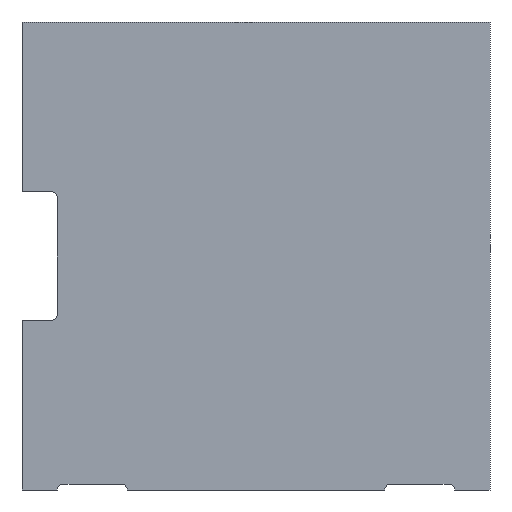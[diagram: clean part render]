
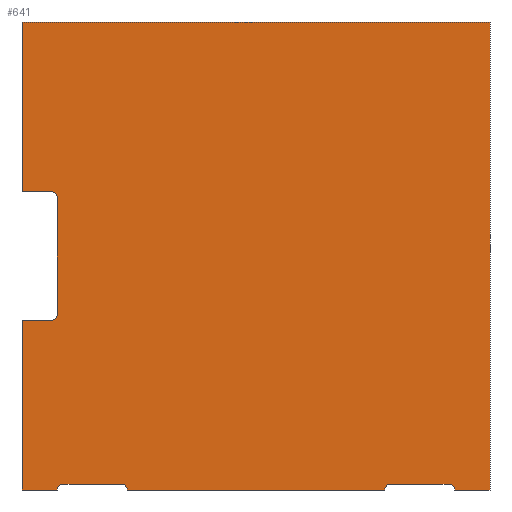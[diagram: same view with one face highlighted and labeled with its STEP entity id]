
A CAD part, front view. The second image highlights one B-rep face of the part: STEP entity #641.
In plain terms, the highlighted planar face has unit normal (0, -1, 0).
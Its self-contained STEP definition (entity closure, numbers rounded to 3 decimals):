
#16 = CARTESIAN_POINT ( 'NONE',  ( -34., 0., -11. ) ) ;
#23 = ORIENTED_EDGE ( 'NONE', *, *, #75, .F. ) ;
#25 = FACE_OUTER_BOUND ( 'NONE', #104, .T. ) ;
#26 = LINE ( 'NONE', #238, #142 ) ;
#27 = ORIENTED_EDGE ( 'NONE', *, *, #464, .F. ) ;
#29 = LINE ( 'NONE', #398, #187 ) ;
#33 = CARTESIAN_POINT ( 'NONE',  ( -34., 0., -10. ) ) ;
#37 = VERTEX_POINT ( 'NONE', #38 ) ;
#38 = CARTESIAN_POINT ( 'NONE',  ( -34., 0., 10. ) ) ;
#39 = VECTOR ( 'NONE', #303, 1000. ) ;
#40 = EDGE_CURVE ( 'NONE', #330, #107, #502, .T. ) ;
#42 = ORIENTED_EDGE ( 'NONE', *, *, #171, .F. ) ;
#45 = CARTESIAN_POINT ( 'NONE',  ( 22., 0., -40. ) ) ;
#52 = CARTESIAN_POINT ( 'NONE',  ( -40., 0., 40. ) ) ;
#62 = CARTESIAN_POINT ( 'NONE',  ( -22., 0., -40. ) ) ;
#73 = CARTESIAN_POINT ( 'NONE',  ( -35., 0., -11. ) ) ;
#75 = EDGE_CURVE ( 'NONE', #650, #92, #162, .T. ) ;
#79 = CARTESIAN_POINT ( 'NONE',  ( 0., 0., 0. ) ) ;
#84 = CARTESIAN_POINT ( 'NONE',  ( 34., 0., -40. ) ) ;
#87 = EDGE_CURVE ( 'NONE', #582, #650, #422, .T. ) ;
#89 = DIRECTION ( 'NONE',  ( 0., 1., 0. ) ) ;
#92 = VERTEX_POINT ( 'NONE', #517 ) ;
#93 = CIRCLE ( 'NONE', #266, 1. ) ;
#95 = VECTOR ( 'NONE', #435, 1000. ) ;
#101 = CARTESIAN_POINT ( 'NONE',  ( 33., 0., -40. ) ) ;
#103 = DIRECTION ( 'NONE',  ( 0., 1., 0. ) ) ;
#104 = EDGE_LOOP ( 'NONE', ( #314, #483, #479, #217, #210, #425, #42, #27, #23, #205, #459, #520, #676, #489, #627, #178, #136, #341 ) ) ;
#107 = VERTEX_POINT ( 'NONE', #465 ) ;
#124 = LINE ( 'NONE', #16, #95 ) ;
#129 = VERTEX_POINT ( 'NONE', #332 ) ;
#136 = ORIENTED_EDGE ( 'NONE', *, *, #259, .F. ) ;
#142 = VECTOR ( 'NONE', #494, 1000. ) ;
#143 = EDGE_CURVE ( 'NONE', #394, #37, #124, .T. ) ;
#144 = DIRECTION ( 'NONE',  ( -1., 0., 0. ) ) ;
#150 = DIRECTION ( 'NONE',  ( 0., 1., 0. ) ) ;
#162 = LINE ( 'NONE', #599, #477 ) ;
#168 = EDGE_CURVE ( 'NONE', #436, #391, #29, .T. ) ;
#171 = EDGE_CURVE ( 'NONE', #333, #660, #235, .T. ) ;
#172 = AXIS2_PLACEMENT_3D ( 'NONE', #79, #193, #493 ) ;
#174 = CARTESIAN_POINT ( 'NONE',  ( -40., 0., -40. ) ) ;
#178 = ORIENTED_EDGE ( 'NONE', *, *, #168, .F. ) ;
#187 = VECTOR ( 'NONE', #242, 1000. ) ;
#193 = DIRECTION ( 'NONE',  ( 0., -1., 0. ) ) ;
#194 = LINE ( 'NONE', #401, #541 ) ;
#201 = CARTESIAN_POINT ( 'NONE',  ( -40., 0., -40. ) ) ;
#205 = ORIENTED_EDGE ( 'NONE', *, *, #87, .F. ) ;
#210 = ORIENTED_EDGE ( 'NONE', *, *, #438, .T. ) ;
#214 = CIRCLE ( 'NONE', #664, 1. ) ;
#216 = CARTESIAN_POINT ( 'NONE',  ( -35., 0., 10. ) ) ;
#217 = ORIENTED_EDGE ( 'NONE', *, *, #651, .T. ) ;
#235 = LINE ( 'NONE', #499, #568 ) ;
#238 = CARTESIAN_POINT ( 'NONE',  ( -40., 0., -40. ) ) ;
#242 = DIRECTION ( 'NONE',  ( 0., 0., 1. ) ) ;
#255 = LINE ( 'NONE', #623, #39 ) ;
#258 = AXIS2_PLACEMENT_3D ( 'NONE', #327, #426, #529 ) ;
#259 = EDGE_CURVE ( 'NONE', #330, #436, #26, .T. ) ;
#265 = VERTEX_POINT ( 'NONE', #505 ) ;
#266 = AXIS2_PLACEMENT_3D ( 'NONE', #101, #89, #519 ) ;
#275 = CARTESIAN_POINT ( 'NONE',  ( 33., 0., -39. ) ) ;
#288 = EDGE_CURVE ( 'NONE', #129, #582, #194, .T. ) ;
#303 = DIRECTION ( 'NONE',  ( 1., 0., 0. ) ) ;
#308 = VERTEX_POINT ( 'NONE', #45 ) ;
#314 = ORIENTED_EDGE ( 'NONE', *, *, #594, .T. ) ;
#319 = AXIS2_PLACEMENT_3D ( 'NONE', #617, #150, #366 ) ;
#326 = VECTOR ( 'NONE', #474, 1000. ) ;
#327 = CARTESIAN_POINT ( 'NONE',  ( -23., 0., -40. ) ) ;
#330 = VERTEX_POINT ( 'NONE', #669 ) ;
#331 = EDGE_CURVE ( 'NONE', #391, #636, #255, .T. ) ;
#332 = CARTESIAN_POINT ( 'NONE',  ( -35., 0., 11. ) ) ;
#333 = VERTEX_POINT ( 'NONE', #615 ) ;
#337 = VECTOR ( 'NONE', #466, 1000. ) ;
#339 = CARTESIAN_POINT ( 'NONE',  ( -40., 0., 40. ) ) ;
#341 = ORIENTED_EDGE ( 'NONE', *, *, #40, .T. ) ;
#351 = VECTOR ( 'NONE', #566, 1000. ) ;
#352 = PLANE ( 'NONE',  #172 ) ;
#362 = CIRCLE ( 'NONE', #551, 1. ) ;
#366 = DIRECTION ( 'NONE',  ( 0., 0., -1. ) ) ;
#369 = CARTESIAN_POINT ( 'NONE',  ( -35., 0., -10. ) ) ;
#377 = CARTESIAN_POINT ( 'NONE',  ( -34., 0., -39. ) ) ;
#382 = EDGE_CURVE ( 'NONE', #584, #660, #93, .T. ) ;
#387 = DIRECTION ( 'NONE',  ( 0., 0., -1. ) ) ;
#391 = VERTEX_POINT ( 'NONE', #561 ) ;
#393 = DIRECTION ( 'NONE',  ( -1., 0., 0. ) ) ;
#394 = VERTEX_POINT ( 'NONE', #33 ) ;
#398 = CARTESIAN_POINT ( 'NONE',  ( -40., 0., -11. ) ) ;
#401 = CARTESIAN_POINT ( 'NONE',  ( -34., 0., 11. ) ) ;
#410 = CIRCLE ( 'NONE', #537, 1. ) ;
#415 = LINE ( 'NONE', #450, #351 ) ;
#419 = CARTESIAN_POINT ( 'NONE',  ( -40., 0., 11. ) ) ;
#422 = LINE ( 'NONE', #52, #423 ) ;
#423 = VECTOR ( 'NONE', #432, 1000. ) ;
#425 = ORIENTED_EDGE ( 'NONE', *, *, #382, .T. ) ;
#426 = DIRECTION ( 'NONE',  ( 0., 1., 0. ) ) ;
#427 = CARTESIAN_POINT ( 'NONE',  ( 23., 0., -39. ) ) ;
#432 = DIRECTION ( 'NONE',  ( 0., 0., 1. ) ) ;
#435 = DIRECTION ( 'NONE',  ( 0., 0., 1. ) ) ;
#436 = VERTEX_POINT ( 'NONE', #201 ) ;
#438 = EDGE_CURVE ( 'NONE', #500, #584, #415, .T. ) ;
#448 = EDGE_CURVE ( 'NONE', #394, #636, #410, .T. ) ;
#449 = VECTOR ( 'NONE', #675, 1000. ) ;
#450 = CARTESIAN_POINT ( 'NONE',  ( 34., 0., -39. ) ) ;
#459 = ORIENTED_EDGE ( 'NONE', *, *, #288, .F. ) ;
#461 = DIRECTION ( 'NONE',  ( 0., 0., -1. ) ) ;
#464 = EDGE_CURVE ( 'NONE', #92, #333, #480, .T. ) ;
#465 = CARTESIAN_POINT ( 'NONE',  ( -33., 0., -39. ) ) ;
#466 = DIRECTION ( 'NONE',  ( 0., 0., -1. ) ) ;
#469 = CARTESIAN_POINT ( 'NONE',  ( 40., 0., 40. ) ) ;
#470 = VERTEX_POINT ( 'NONE', #62 ) ;
#474 = DIRECTION ( 'NONE',  ( 1., 0., 0. ) ) ;
#477 = VECTOR ( 'NONE', #525, 1000. ) ;
#478 = LINE ( 'NONE', #377, #326 ) ;
#479 = ORIENTED_EDGE ( 'NONE', *, *, #547, .F. ) ;
#480 = LINE ( 'NONE', #469, #337 ) ;
#483 = ORIENTED_EDGE ( 'NONE', *, *, #572, .T. ) ;
#489 = ORIENTED_EDGE ( 'NONE', *, *, #448, .T. ) ;
#493 = DIRECTION ( 'NONE',  ( 0., 0., -1. ) ) ;
#494 = DIRECTION ( 'NONE',  ( -1., 0., 0. ) ) ;
#499 = CARTESIAN_POINT ( 'NONE',  ( -40., 0., -40. ) ) ;
#500 = VERTEX_POINT ( 'NONE', #427 ) ;
#502 = CIRCLE ( 'NONE', #319, 1. ) ;
#505 = CARTESIAN_POINT ( 'NONE',  ( -23., 0., -39. ) ) ;
#517 = CARTESIAN_POINT ( 'NONE',  ( 40., 0., 40. ) ) ;
#519 = DIRECTION ( 'NONE',  ( 0., 0., -1. ) ) ;
#520 = ORIENTED_EDGE ( 'NONE', *, *, #563, .T. ) ;
#525 = DIRECTION ( 'NONE',  ( 1., 0., 0. ) ) ;
#528 = CIRCLE ( 'NONE', #258, 1. ) ;
#529 = DIRECTION ( 'NONE',  ( 0., 0., -1. ) ) ;
#537 = AXIS2_PLACEMENT_3D ( 'NONE', #369, #103, #461 ) ;
#541 = VECTOR ( 'NONE', #393, 1000. ) ;
#547 = EDGE_CURVE ( 'NONE', #308, #470, #577, .T. ) ;
#551 = AXIS2_PLACEMENT_3D ( 'NONE', #598, #601, #387 ) ;
#561 = CARTESIAN_POINT ( 'NONE',  ( -40., 0., -11. ) ) ;
#563 = EDGE_CURVE ( 'NONE', #129, #37, #214, .T. ) ;
#566 = DIRECTION ( 'NONE',  ( 1., 0., 0. ) ) ;
#568 = VECTOR ( 'NONE', #144, 1000. ) ;
#572 = EDGE_CURVE ( 'NONE', #265, #470, #528, .T. ) ;
#577 = LINE ( 'NONE', #174, #449 ) ;
#582 = VERTEX_POINT ( 'NONE', #419 ) ;
#584 = VERTEX_POINT ( 'NONE', #275 ) ;
#594 = EDGE_CURVE ( 'NONE', #107, #265, #478, .T. ) ;
#598 = CARTESIAN_POINT ( 'NONE',  ( 23., 0., -40. ) ) ;
#599 = CARTESIAN_POINT ( 'NONE',  ( -40., 0., 40. ) ) ;
#601 = DIRECTION ( 'NONE',  ( 0., 1., 0. ) ) ;
#615 = CARTESIAN_POINT ( 'NONE',  ( 40., 0., -40. ) ) ;
#617 = CARTESIAN_POINT ( 'NONE',  ( -33., 0., -40. ) ) ;
#623 = CARTESIAN_POINT ( 'NONE',  ( -34., 0., -11. ) ) ;
#627 = ORIENTED_EDGE ( 'NONE', *, *, #331, .F. ) ;
#629 = DIRECTION ( 'NONE',  ( 0., 0., -1. ) ) ;
#635 = DIRECTION ( 'NONE',  ( 0., 1., 0. ) ) ;
#636 = VERTEX_POINT ( 'NONE', #73 ) ;
#641 = ADVANCED_FACE ( 'NONE', ( #25 ), #352, .T. ) ;
#650 = VERTEX_POINT ( 'NONE', #339 ) ;
#651 = EDGE_CURVE ( 'NONE', #308, #500, #362, .T. ) ;
#660 = VERTEX_POINT ( 'NONE', #84 ) ;
#664 = AXIS2_PLACEMENT_3D ( 'NONE', #216, #635, #629 ) ;
#669 = CARTESIAN_POINT ( 'NONE',  ( -34., 0., -40. ) ) ;
#675 = DIRECTION ( 'NONE',  ( -1., 0., 0. ) ) ;
#676 = ORIENTED_EDGE ( 'NONE', *, *, #143, .F. ) ;
